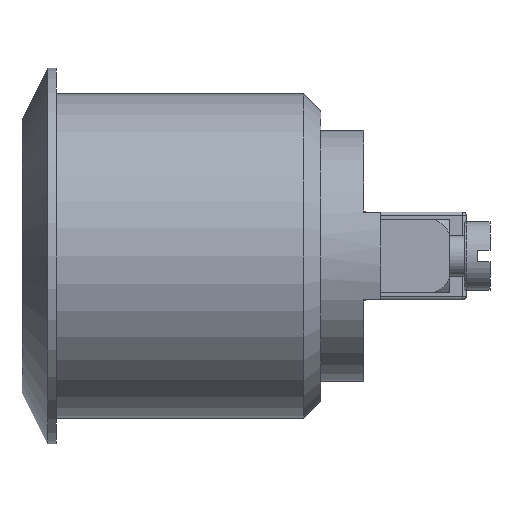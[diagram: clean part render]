
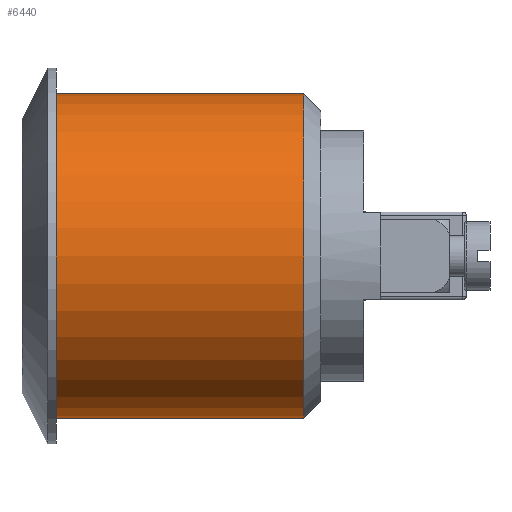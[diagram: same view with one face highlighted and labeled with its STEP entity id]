
A CAD part, left-side view. The second image highlights one B-rep face of the part: STEP entity #6440.
In plain terms, the highlighted cylindrical face has radius 9.5 mm (diameter 19 mm), a full revolution.
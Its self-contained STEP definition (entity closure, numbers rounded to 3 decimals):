
#6409=CARTESIAN_POINT('',(9.5,15.5,0.));
#6410=VERTEX_POINT('',#6409);
#6411=CARTESIAN_POINT('',(0.0,15.5,0.0));
#6412=DIRECTION('',(0.0,-1.0,0.0));
#6413=DIRECTION('',(1.0,0.0,0.0));
#6414=AXIS2_PLACEMENT_3D('',#6411,#6412,#6413);
#6415=CIRCLE('',#6414,9.5);
#6416=EDGE_CURVE('',#6410,#6410,#6415,.T.);
#6421=CARTESIAN_POINT('',(0.0,16.225,0.0));
#6422=DIRECTION('',(0.0,-1.0,0.0));
#6423=DIRECTION('',(1.0,0.0,0.0));
#6424=AXIS2_PLACEMENT_3D('',#6421,#6422,#6423);
#6425=CYLINDRICAL_SURFACE('',#6424,9.5);
#6426=CARTESIAN_POINT('',(9.5,1.,0.));
#6427=VERTEX_POINT('',#6426);
#6428=CARTESIAN_POINT('',(0.0,1.,0.0));
#6429=DIRECTION('',(0.0,-1.0,0.0));
#6430=DIRECTION('',(1.0,0.0,0.0));
#6431=AXIS2_PLACEMENT_3D('',#6428,#6429,#6430);
#6432=CIRCLE('',#6431,9.5);
#6433=EDGE_CURVE('',#6427,#6427,#6432,.T.);
#6434=ORIENTED_EDGE('',*,*,#6433,.F.);
#6435=EDGE_LOOP('',(#6434));
#6436=FACE_OUTER_BOUND('',#6435,.T.);
#6437=ORIENTED_EDGE('',*,*,#6416,.T.);
#6438=EDGE_LOOP('',(#6437));
#6439=FACE_BOUND('',#6438,.T.);
#6440=ADVANCED_FACE('',(#6436,#6439),#6425,.T.);
